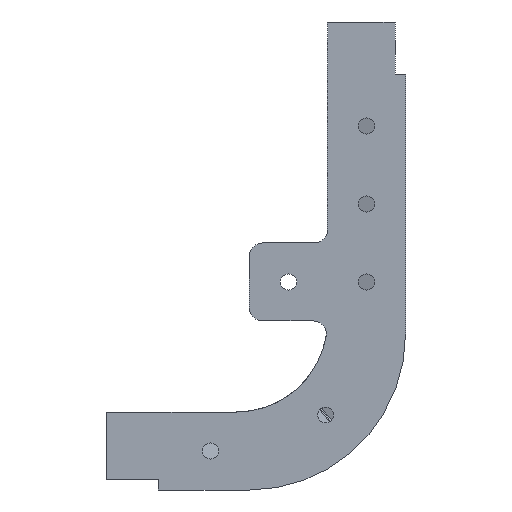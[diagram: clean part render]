
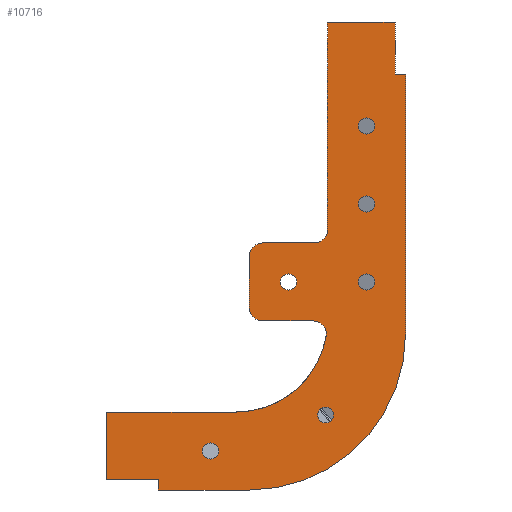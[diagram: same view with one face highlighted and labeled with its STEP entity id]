
A CAD part, front view. The second image highlights one B-rep face of the part: STEP entity #10716.
In plain terms, the highlighted planar face has unit normal (0, -1, 0).
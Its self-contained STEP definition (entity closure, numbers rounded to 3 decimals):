
#121=FACE_BOUND('',#3385,.T.);
#122=FACE_BOUND('',#3386,.T.);
#123=FACE_BOUND('',#3387,.T.);
#124=FACE_BOUND('',#3388,.T.);
#125=FACE_BOUND('',#3389,.T.);
#126=FACE_BOUND('',#3390,.T.);
#290=PLANE('',#11991);
#695=LINE('',#19382,#1395);
#984=LINE('',#22841,#1684);
#987=LINE('',#22849,#1687);
#990=LINE('',#22857,#1690);
#996=LINE('',#22877,#1696);
#997=LINE('',#22880,#1697);
#1000=LINE('',#22891,#1700);
#1001=LINE('',#22894,#1701);
#1010=LINE('',#22924,#1710);
#1011=LINE('',#22926,#1711);
#1012=LINE('',#22928,#1712);
#1013=LINE('',#22930,#1713);
#1014=LINE('',#22932,#1714);
#1395=VECTOR('',#13573,10.);
#1684=VECTOR('',#15070,10.);
#1687=VECTOR('',#15079,10.);
#1690=VECTOR('',#15088,10.);
#1696=VECTOR('',#15112,10.);
#1697=VECTOR('',#15115,10.);
#1700=VECTOR('',#15126,10.);
#1701=VECTOR('',#15129,10.);
#1710=VECTOR('',#15176,10.);
#1711=VECTOR('',#15177,10.);
#1712=VECTOR('',#15178,10.);
#1713=VECTOR('',#15179,10.);
#1714=VECTOR('',#15180,10.);
#2670=FACE_OUTER_BOUND('',#3384,.T.);
#3384=EDGE_LOOP('',(#9802,#9803,#9804,#9805,#9806,#9807,#9808,#9809,#9810,
#9811,#9812,#9813,#9814,#9815,#9816,#9817,#9818,#9819,#9820));
#3385=EDGE_LOOP('',(#9821));
#3386=EDGE_LOOP('',(#9822));
#3387=EDGE_LOOP('',(#9823));
#3388=EDGE_LOOP('',(#9824));
#3389=EDGE_LOOP('',(#9825));
#3390=EDGE_LOOP('',(#9826));
#4264=CIRCLE('',#11947,3.1);
#4265=CIRCLE('',#11950,5.);
#4266=CIRCLE('',#11953,5.);
#4267=CIRCLE('',#11956,5.);
#4268=CIRCLE('',#11959,5.);
#4269=CIRCLE('',#11961,3.1);
#4270=CIRCLE('',#11963,3.1);
#4271=CIRCLE('',#11965,3.1);
#4275=CIRCLE('',#11990,35.);
#4276=CIRCLE('',#11992,60.);
#4277=CIRCLE('',#11993,3.05);
#4278=CIRCLE('',#11994,3.1);
#4839=VERTEX_POINT('',#19379);
#4840=VERTEX_POINT('',#19381);
#5155=VERTEX_POINT('',#22830);
#5156=VERTEX_POINT('',#22835);
#5157=VERTEX_POINT('',#22839);
#5158=VERTEX_POINT('',#22843);
#5159=VERTEX_POINT('',#22847);
#5160=VERTEX_POINT('',#22851);
#5161=VERTEX_POINT('',#22855);
#5162=VERTEX_POINT('',#22859);
#5163=VERTEX_POINT('',#22863);
#5164=VERTEX_POINT('',#22867);
#5165=VERTEX_POINT('',#22871);
#5166=VERTEX_POINT('',#22875);
#5167=VERTEX_POINT('',#22879);
#5171=VERTEX_POINT('',#22889);
#5172=VERTEX_POINT('',#22893);
#5173=VERTEX_POINT('',#22919);
#5174=VERTEX_POINT('',#22923);
#5175=VERTEX_POINT('',#22925);
#5176=VERTEX_POINT('',#22927);
#5177=VERTEX_POINT('',#22929);
#5178=VERTEX_POINT('',#22931);
#5179=VERTEX_POINT('',#22934);
#5180=VERTEX_POINT('',#22936);
#6028=EDGE_CURVE('',#4839,#4840,#695,.T.);
#6695=EDGE_CURVE('',#5155,#5155,#4264,.T.);
#6697=EDGE_CURVE('',#4839,#5156,#4265,.T.);
#6699=EDGE_CURVE('',#5157,#5156,#984,.T.);
#6700=EDGE_CURVE('',#5157,#5158,#4266,.T.);
#6703=EDGE_CURVE('',#5159,#5158,#987,.T.);
#6704=EDGE_CURVE('',#5159,#5160,#4267,.T.);
#6707=EDGE_CURVE('',#5161,#5160,#990,.T.);
#6708=EDGE_CURVE('',#5161,#5162,#4268,.T.);
#6711=EDGE_CURVE('',#5163,#5163,#4269,.T.);
#6713=EDGE_CURVE('',#5164,#5164,#4270,.T.);
#6715=EDGE_CURVE('',#5165,#5165,#4271,.T.);
#6717=EDGE_CURVE('',#4840,#5166,#996,.T.);
#6718=EDGE_CURVE('',#5166,#5167,#997,.T.);
#6724=EDGE_CURVE('',#5167,#5171,#1000,.T.);
#6725=EDGE_CURVE('',#5171,#5172,#1001,.T.);
#6733=EDGE_CURVE('',#5173,#5162,#4275,.T.);
#6735=EDGE_CURVE('',#5174,#5173,#1010,.T.);
#6736=EDGE_CURVE('',#5175,#5174,#1011,.T.);
#6737=EDGE_CURVE('',#5176,#5175,#1012,.T.);
#6738=EDGE_CURVE('',#5177,#5176,#1013,.T.);
#6739=EDGE_CURVE('',#5178,#5177,#1014,.T.);
#6740=EDGE_CURVE('',#5172,#5178,#4276,.T.);
#6741=EDGE_CURVE('',#5179,#5179,#4277,.T.);
#6742=EDGE_CURVE('',#5180,#5180,#4278,.T.);
#9802=ORIENTED_EDGE('',*,*,#6733,.F.);
#9803=ORIENTED_EDGE('',*,*,#6735,.F.);
#9804=ORIENTED_EDGE('',*,*,#6736,.F.);
#9805=ORIENTED_EDGE('',*,*,#6737,.F.);
#9806=ORIENTED_EDGE('',*,*,#6738,.F.);
#9807=ORIENTED_EDGE('',*,*,#6739,.F.);
#9808=ORIENTED_EDGE('',*,*,#6740,.F.);
#9809=ORIENTED_EDGE('',*,*,#6725,.F.);
#9810=ORIENTED_EDGE('',*,*,#6724,.F.);
#9811=ORIENTED_EDGE('',*,*,#6718,.F.);
#9812=ORIENTED_EDGE('',*,*,#6717,.F.);
#9813=ORIENTED_EDGE('',*,*,#6028,.F.);
#9814=ORIENTED_EDGE('',*,*,#6697,.T.);
#9815=ORIENTED_EDGE('',*,*,#6699,.F.);
#9816=ORIENTED_EDGE('',*,*,#6700,.T.);
#9817=ORIENTED_EDGE('',*,*,#6703,.F.);
#9818=ORIENTED_EDGE('',*,*,#6704,.T.);
#9819=ORIENTED_EDGE('',*,*,#6707,.F.);
#9820=ORIENTED_EDGE('',*,*,#6708,.T.);
#9821=ORIENTED_EDGE('',*,*,#6741,.F.);
#9822=ORIENTED_EDGE('',*,*,#6695,.F.);
#9823=ORIENTED_EDGE('',*,*,#6711,.F.);
#9824=ORIENTED_EDGE('',*,*,#6713,.F.);
#9825=ORIENTED_EDGE('',*,*,#6715,.F.);
#9826=ORIENTED_EDGE('',*,*,#6742,.F.);
#10716=ADVANCED_FACE('',(#2670,#121,#122,#123,#124,#125,#126),#290,.T.);
#11947=AXIS2_PLACEMENT_3D('',#22832,#15058,#15059);
#11950=AXIS2_PLACEMENT_3D('',#22837,#15065,#15066);
#11953=AXIS2_PLACEMENT_3D('',#22844,#15073,#15074);
#11956=AXIS2_PLACEMENT_3D('',#22852,#15082,#15083);
#11959=AXIS2_PLACEMENT_3D('',#22860,#15091,#15092);
#11961=AXIS2_PLACEMENT_3D('',#22865,#15097,#15098);
#11963=AXIS2_PLACEMENT_3D('',#22869,#15102,#15103);
#11965=AXIS2_PLACEMENT_3D('',#22873,#15107,#15108);
#11990=AXIS2_PLACEMENT_3D('',#22920,#15171,#15172);
#11991=AXIS2_PLACEMENT_3D('',#22922,#15174,#15175);
#11992=AXIS2_PLACEMENT_3D('',#22933,#15181,#15182);
#11993=AXIS2_PLACEMENT_3D('',#22935,#15183,#15184);
#11994=AXIS2_PLACEMENT_3D('',#22937,#15185,#15186);
#13573=DIRECTION('',(0.,0.,1.));
#15058=DIRECTION('center_axis',(0.,-1.,0.));
#15059=DIRECTION('ref_axis',(-1.,0.,0.));
#15065=DIRECTION('center_axis',(0.,1.,0.));
#15066=DIRECTION('ref_axis',(0.707,0.,-0.707));
#15070=DIRECTION('',(1.,0.,0.));
#15073=DIRECTION('center_axis',(0.,-1.,0.));
#15074=DIRECTION('ref_axis',(-0.707,0.,0.707));
#15079=DIRECTION('',(0.,0.,1.));
#15082=DIRECTION('center_axis',(0.,-1.,0.));
#15083=DIRECTION('ref_axis',(-0.707,0.,-0.707));
#15088=DIRECTION('',(-1.,0.,0.));
#15091=DIRECTION('center_axis',(0.,1.,0.));
#15092=DIRECTION('ref_axis',(0.764,0.,0.645));
#15097=DIRECTION('center_axis',(0.,-1.,0.));
#15098=DIRECTION('ref_axis',(-1.,0.,0.));
#15102=DIRECTION('center_axis',(0.,-1.,0.));
#15103=DIRECTION('ref_axis',(-1.,0.,0.));
#15107=DIRECTION('center_axis',(0.,-1.,0.));
#15108=DIRECTION('ref_axis',(-1.,0.,0.));
#15112=DIRECTION('',(1.,0.,0.));
#15115=DIRECTION('',(0.,0.,-1.));
#15126=DIRECTION('',(1.,0.,0.));
#15129=DIRECTION('',(0.,0.,-1.));
#15171=DIRECTION('center_axis',(0.,-1.,0.));
#15172=DIRECTION('ref_axis',(0.,0.,1.));
#15174=DIRECTION('center_axis',(0.,-1.,0.));
#15175=DIRECTION('ref_axis',(0.,0.,1.));
#15176=DIRECTION('',(1.,0.,0.));
#15177=DIRECTION('',(0.,0.,1.));
#15178=DIRECTION('',(-1.,0.,0.));
#15179=DIRECTION('',(0.,0.,1.));
#15180=DIRECTION('',(-1.,0.,0.));
#15181=DIRECTION('center_axis',(0.,1.,0.));
#15182=DIRECTION('ref_axis',(0.,0.,-1.));
#15183=DIRECTION('center_axis',(0.,-1.,0.));
#15184=DIRECTION('ref_axis',(-1.,0.,0.));
#15185=DIRECTION('center_axis',(0.,-1.,0.));
#15186=DIRECTION('ref_axis',(-1.,0.,0.));
#19379=CARTESIAN_POINT('',(27.5,-75.,10.));
#19381=CARTESIAN_POINT('',(27.5,-75.,90.));
#19382=CARTESIAN_POINT('',(27.5,-75.,90.));
#22830=CARTESIAN_POINT('',(45.6,-75.,50.));
#22832=CARTESIAN_POINT('Origin',(42.5,-75.,50.));
#22835=CARTESIAN_POINT('',(22.5,-75.,5.));
#22837=CARTESIAN_POINT('Origin',(22.5,-75.,10.));
#22839=CARTESIAN_POINT('',(2.5,-75.,5.));
#22841=CARTESIAN_POINT('',(27.5,-75.,5.));
#22843=CARTESIAN_POINT('',(-2.5,-75.,0.));
#22844=CARTESIAN_POINT('Origin',(2.5,-75.,0.));
#22847=CARTESIAN_POINT('',(-2.5,-75.,-20.));
#22849=CARTESIAN_POINT('',(-2.5,-75.,5.));
#22851=CARTESIAN_POINT('',(2.5,-75.,-25.));
#22852=CARTESIAN_POINT('Origin',(2.5,-75.,-20.));
#22855=CARTESIAN_POINT('',(22.08,-75.,-25.));
#22857=CARTESIAN_POINT('',(-2.5,-75.,-25.));
#22859=CARTESIAN_POINT('',(27.01,-75.,-30.833));
#22860=CARTESIAN_POINT('Origin',(22.08,-75.,-30.));
#22863=CARTESIAN_POINT('',(45.6,-75.,-10.));
#22865=CARTESIAN_POINT('Origin',(42.5,-75.,-10.));
#22867=CARTESIAN_POINT('',(45.6,-75.,20.));
#22869=CARTESIAN_POINT('Origin',(42.5,-75.,20.));
#22871=CARTESIAN_POINT('',(15.6,-75.,-10.));
#22873=CARTESIAN_POINT('Origin',(12.5,-75.,-10.));
#22875=CARTESIAN_POINT('',(53.5,-75.,90.));
#22877=CARTESIAN_POINT('',(57.5,-75.,90.));
#22879=CARTESIAN_POINT('',(53.5,-75.,70.));
#22880=CARTESIAN_POINT('',(53.5,-75.,18.75));
#22889=CARTESIAN_POINT('',(57.5,-75.,70.));
#22891=CARTESIAN_POINT('',(33.75,-75.,70.));
#22893=CARTESIAN_POINT('',(57.5,-75.,-30.));
#22894=CARTESIAN_POINT('',(57.5,-75.,-90.));
#22919=CARTESIAN_POINT('',(-7.5,-75.,-60.));
#22920=CARTESIAN_POINT('Origin',(-7.5,-75.,-25.));
#22922=CARTESIAN_POINT('Origin',(10.,-75.,-42.5));
#22923=CARTESIAN_POINT('',(-57.5,-75.,-60.));
#22924=CARTESIAN_POINT('',(27.5,-75.,-60.));
#22925=CARTESIAN_POINT('',(-57.5,-75.,-86.));
#22926=CARTESIAN_POINT('',(-57.5,-75.,-60.));
#22927=CARTESIAN_POINT('',(-37.5,-75.,-86.));
#22928=CARTESIAN_POINT('',(-18.75,-75.,-86.));
#22929=CARTESIAN_POINT('',(-37.5,-75.,-90.));
#22930=CARTESIAN_POINT('',(-37.5,-75.,-66.25));
#22931=CARTESIAN_POINT('',(-2.5,-75.,-90.));
#22932=CARTESIAN_POINT('',(-57.5,-75.,-90.));
#22933=CARTESIAN_POINT('Origin',(-2.5,-75.,-30.));
#22934=CARTESIAN_POINT('',(29.823,-75.,-61.142));
#22935=CARTESIAN_POINT('Origin',(26.773,-75.,-61.142));
#22936=CARTESIAN_POINT('',(-14.4,-75.,-75.));
#22937=CARTESIAN_POINT('Origin',(-17.5,-75.,-75.));
